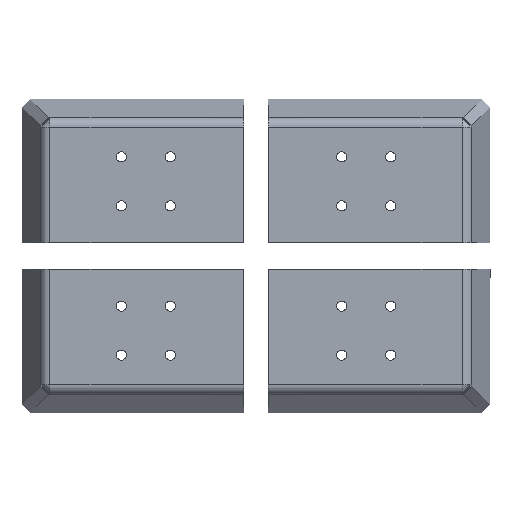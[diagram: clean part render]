
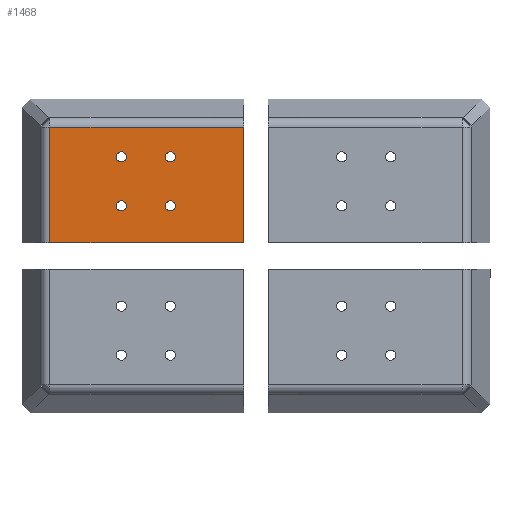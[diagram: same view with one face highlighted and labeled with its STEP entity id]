
A CAD part, left-side view. The second image highlights one B-rep face of the part: STEP entity #1468.
In plain terms, the highlighted face is planar.
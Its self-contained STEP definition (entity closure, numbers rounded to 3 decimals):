
#101=FACE_BOUND($,#346,.T.);
#102=FACE_BOUND($,#347,.T.);
#103=FACE_BOUND($,#348,.T.);
#104=FACE_BOUND($,#349,.T.);
#105=FACE_BOUND($,#350,.T.);
#159=CIRCLE($,#1555,4.1);
#162=CIRCLE($,#1560,4.1);
#165=CIRCLE($,#1565,4.1);
#168=CIRCLE($,#1570,4.1);
#346=EDGE_LOOP($,(#1139));
#347=EDGE_LOOP($,(#1140));
#348=EDGE_LOOP($,(#1141));
#349=EDGE_LOOP($,(#1142));
#350=EDGE_LOOP($,(#1143,#1144,#1145,#1146));
#474=LINE($,#2357,#606);
#482=LINE($,#2382,#614);
#485=LINE($,#2388,#617);
#486=LINE($,#2389,#618);
#606=VECTOR($,#1845,158.398);
#614=VECTOR($,#1879,94.398);
#617=VECTOR($,#1884,94.398);
#618=VECTOR($,#1885,158.398);
#707=VERTEX_POINT($,#2269);
#710=VERTEX_POINT($,#2277);
#713=VERTEX_POINT($,#2285);
#716=VERTEX_POINT($,#2293);
#724=VERTEX_POINT($,#2310);
#739=VERTEX_POINT($,#2356);
#743=VERTEX_POINT($,#2381);
#745=VERTEX_POINT($,#2387);
#834=EDGE_CURVE($,#707,#707,#159,.T.);
#837=EDGE_CURVE($,#710,#710,#162,.T.);
#840=EDGE_CURVE($,#713,#713,#165,.T.);
#843=EDGE_CURVE($,#716,#716,#168,.T.);
#874=EDGE_CURVE($,#739,#724,#474,.T.);
#886=EDGE_CURVE($,#743,#739,#482,.T.);
#889=EDGE_CURVE($,#724,#745,#485,.T.);
#890=EDGE_CURVE($,#745,#743,#486,.T.);
#1139=ORIENTED_EDGE($,*,*,#834,.T.);
#1140=ORIENTED_EDGE($,*,*,#837,.T.);
#1141=ORIENTED_EDGE($,*,*,#840,.T.);
#1142=ORIENTED_EDGE($,*,*,#843,.T.);
#1143=ORIENTED_EDGE($,*,*,#874,.T.);
#1144=ORIENTED_EDGE($,*,*,#889,.T.);
#1145=ORIENTED_EDGE($,*,*,#890,.T.);
#1146=ORIENTED_EDGE($,*,*,#886,.T.);
#1388=PLANE($,#1597);
#1468=ADVANCED_FACE($,(#101,#102,#103,#104,#105),#1388,.T.);
#1555=AXIS2_PLACEMENT_3D($,#2270,#1761,#1762);
#1560=AXIS2_PLACEMENT_3D($,#2278,#1771,#1772);
#1565=AXIS2_PLACEMENT_3D($,#2286,#1781,#1782);
#1570=AXIS2_PLACEMENT_3D($,#2294,#1791,#1792);
#1597=AXIS2_PLACEMENT_3D($,#2386,#1882,#1883);
#1761=DIRECTION('center_axis',(0.,1.,0.));
#1762=DIRECTION('ref_axis',(1.,0.,0.));
#1771=DIRECTION('center_axis',(0.,1.,0.));
#1772=DIRECTION('ref_axis',(1.,0.,0.));
#1781=DIRECTION('center_axis',(0.,1.,0.));
#1782=DIRECTION('ref_axis',(1.,0.,0.));
#1791=DIRECTION('center_axis',(0.,1.,0.));
#1792=DIRECTION('ref_axis',(1.,0.,0.));
#1845=DIRECTION($,(-1.,0.,0.));
#1879=DIRECTION($,(0.,0.,1.));
#1882=DIRECTION('center_axis',(0.,-1.,0.));
#1883=DIRECTION('ref_axis',(1.,0.,0.));
#1884=DIRECTION($,(0.,0.,-1.));
#1885=DIRECTION($,(1.,0.,0.));
#2269=CARTESIAN_POINT('',(99.9,0.,70.));
#2270=CARTESIAN_POINT('Origin',(104.,0.,70.));
#2277=CARTESIAN_POINT('',(59.9,0.,30.));
#2278=CARTESIAN_POINT('Origin',(64.,0.,30.));
#2285=CARTESIAN_POINT('',(99.9,0.,30.));
#2286=CARTESIAN_POINT('Origin',(104.,0.,30.));
#2293=CARTESIAN_POINT('',(59.9,0.,70.));
#2294=CARTESIAN_POINT('Origin',(64.,0.,70.));
#2310=CARTESIAN_POINT('',(5.602,0.,94.398));
#2356=CARTESIAN_POINT('',(164.,0.,94.398));
#2357=CARTESIAN_POINT($,(82.,0.,94.398));
#2381=CARTESIAN_POINT('',(164.,0.,0.));
#2382=CARTESIAN_POINT($,(164.,0.,0.));
#2386=CARTESIAN_POINT('Origin',(0.,0.,0.));
#2387=CARTESIAN_POINT('',(5.602,0.,0.));
#2388=CARTESIAN_POINT($,(5.602,0.,50.));
#2389=CARTESIAN_POINT($,(0.,0.,0.));
